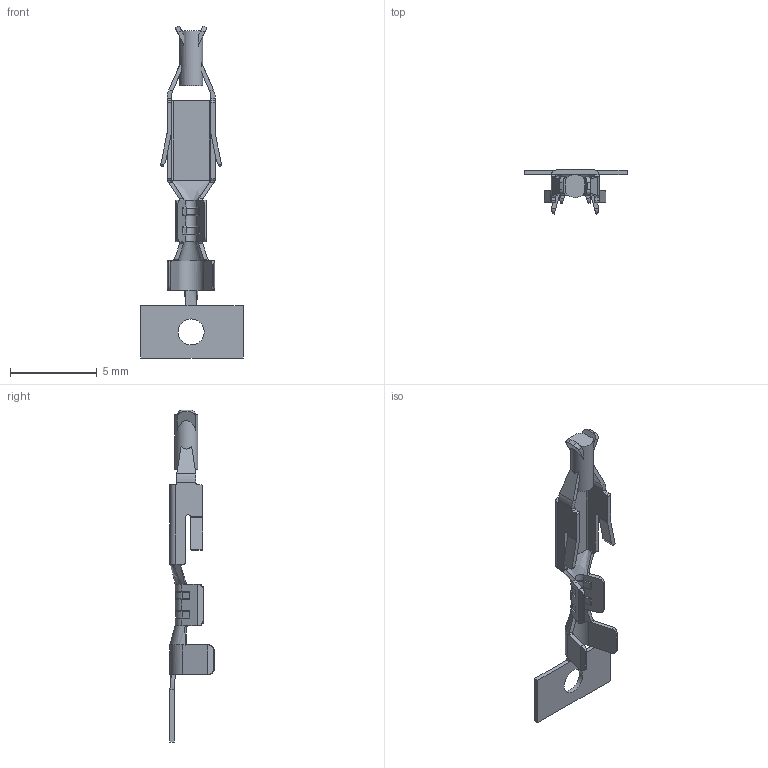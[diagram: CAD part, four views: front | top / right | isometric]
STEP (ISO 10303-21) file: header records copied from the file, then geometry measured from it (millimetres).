
FILE_DESCRIPTION( ('This file contains a STEP AP42 implementation' ,'as created by ZW3D STEP Interface translator.') ,'2;1' );
FILE_NAME( 'WF2512-TPXX01.stp' ,'23 425.153252', (''), ('ZWCAD Software Co.'), 'Version 1.0', 'ZW3D to STEP translator', '' );
FILE_SCHEMA(('AUTOMOTIVE_DESIGN { 1 0 10303 214 1 1 1 1 }'));
Length unit declared in the file: millimetre
Products named in the file (2): 0; WF2512-TPXX01001
Bounding box: 5.9 x 2.55 x 19.15 mm (x, y, z)
Volume: 21.3 mm3; surface area: 173.5 mm2
Topology: 1 solids, 1 shells, 214 faces, 563 edges, 350 vertices
Faces by surface type: plane 88, cylinder 86, bspline 16, sphere 16, torus 8
Full cylindrical faces by diameter (mm): 1.323 x1, 1.5 x1
Entity records: 7125 total; most frequent: CARTESIAN_POINT 1631, ORIENTED_EDGE 1126, DIRECTION 1079, EDGE_CURVE 563, AXIS2_PLACEMENT_3D 381, VERTEX_POINT 350, VECTOR 317, LINE 317
